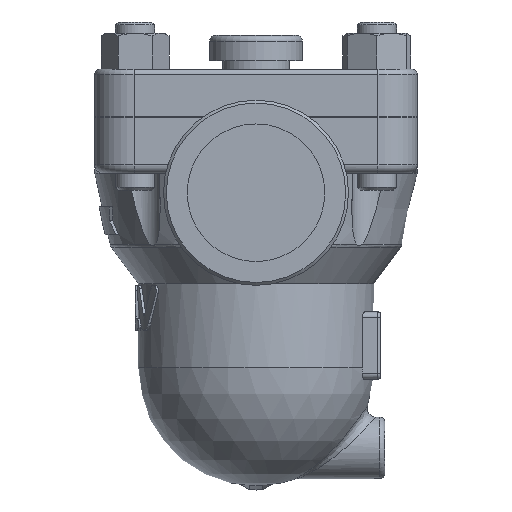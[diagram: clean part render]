
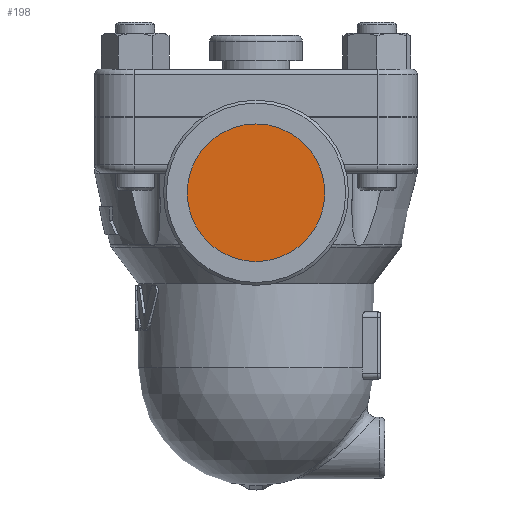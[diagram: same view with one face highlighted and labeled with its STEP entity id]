
A CAD part, left-side view. The second image highlights one B-rep face of the part: STEP entity #198.
In plain terms, the highlighted planar face has unit normal (-1, 0, 0).
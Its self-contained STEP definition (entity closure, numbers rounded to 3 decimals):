
#178=CARTESIAN_POINT('',(-99.,0.0,-31.55));
#179=VERTEX_POINT('',#178);
#180=CARTESIAN_POINT('',(-99.0,0.0,-7.));
#181=DIRECTION('',(1.0,0.0,0.0));
#182=DIRECTION('',(0.0,0.0,-1.0));
#183=AXIS2_PLACEMENT_3D('',#180,#181,#182);
#184=CIRCLE('',#183,24.55);
#185=EDGE_CURVE('',#179,#179,#184,.T.);
#190=CARTESIAN_POINT('',(-99.0,0.0,-7.));
#191=DIRECTION('',(1.0,0.0,0.0));
#192=DIRECTION('',(0.0,0.0,-1.0));
#193=AXIS2_PLACEMENT_3D('',#190,#191,#192);
#194=PLANE('',#193);
#195=ORIENTED_EDGE('',*,*,#185,.F.);
#196=EDGE_LOOP('',(#195));
#197=FACE_OUTER_BOUND('',#196,.T.);
#198=ADVANCED_FACE('',(#197),#194,.F.);
